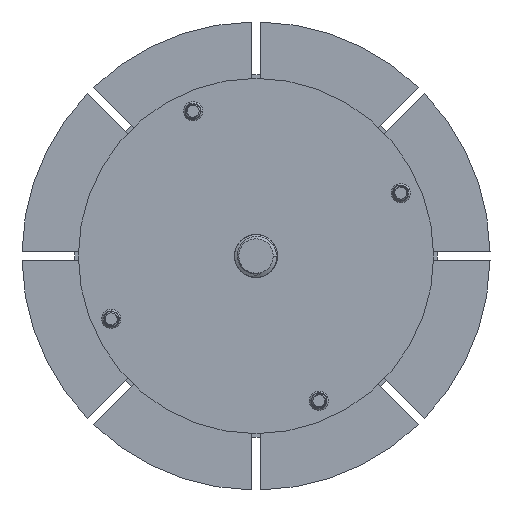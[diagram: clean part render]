
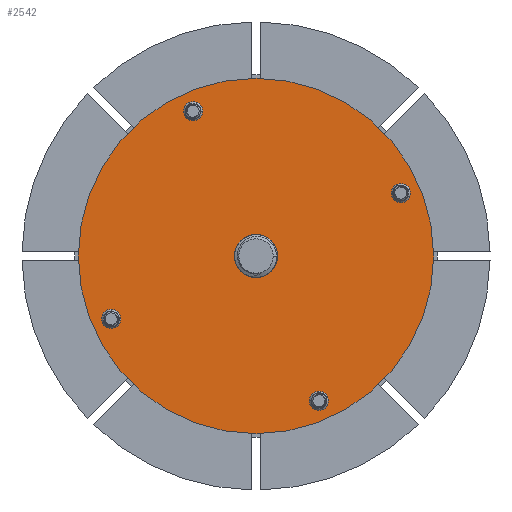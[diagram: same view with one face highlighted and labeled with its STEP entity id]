
A CAD part, front view. The second image highlights one B-rep face of the part: STEP entity #2542.
In plain terms, the highlighted planar face has unit normal (0, -1, 0).
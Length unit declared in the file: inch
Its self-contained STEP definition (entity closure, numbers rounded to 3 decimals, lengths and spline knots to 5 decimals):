
#5 = FACE_BOUND ( 'NONE', #25918, .T. ) ;
#333 = AXIS2_PLACEMENT_3D ( 'NONE', #782, #36162, #36408 ) ;
#782 = CARTESIAN_POINT ( 'NONE',  ( 0., 0., 0. ) ) ;
#904 = DIRECTION ( 'NONE',  ( 0., 0., 1. ) ) ;
#1423 = CARTESIAN_POINT ( 'NONE',  ( 0., 0., 0. ) ) ;
#1690 = VERTEX_POINT ( 'NONE', #46357 ) ;
#1709 = EDGE_LOOP ( 'NONE', ( #25060, #15737 ) ) ;
#2542 = ADVANCED_FACE ( 'NONE', ( #18625, #43528, #7162, #11464, #5, #29715 ), #14804, .F. ) ;
#2696 = DIRECTION ( 'NONE',  ( 0., 0., 1. ) ) ;
#2881 = VERTEX_POINT ( 'NONE', #39902 ) ;
#2929 = DIRECTION ( 'NONE',  ( 0., 1., 0. ) ) ;
#3140 = CIRCLE ( 'NONE', #9230, 0.32 ) ;
#3717 = CIRCLE ( 'NONE', #24204, 0.1405 ) ;
#7162 = FACE_BOUND ( 'NONE', #10989, .T. ) ;
#7277 = ORIENTED_EDGE ( 'NONE', *, *, #39474, .T. ) ;
#7400 = ORIENTED_EDGE ( 'NONE', *, *, #33143, .T. ) ;
#7633 = ORIENTED_EDGE ( 'NONE', *, *, #43731, .T. ) ;
#7638 = CARTESIAN_POINT ( 'NONE',  ( 0., 0., 2.6155 ) ) ;
#8323 = CARTESIAN_POINT ( 'NONE',  ( -0.92669, 0., 2.13125 ) ) ;
#8722 = AXIS2_PLACEMENT_3D ( 'NONE', #29092, #40726, #29552 ) ;
#9230 = AXIS2_PLACEMENT_3D ( 'NONE', #35250, #2929, #2696 ) ;
#10945 = AXIS2_PLACEMENT_3D ( 'NONE', #11713, #11954, #25947 ) ;
#10989 = EDGE_LOOP ( 'NONE', ( #43999, #31373 ) ) ;
#11101 = AXIS2_PLACEMENT_3D ( 'NONE', #33454, #14764, #15453 ) ;
#11349 = EDGE_CURVE ( 'NONE', #30909, #40112, #20203, .T. ) ;
#11464 = FACE_BOUND ( 'NONE', #11832, .T. ) ;
#11713 = CARTESIAN_POINT ( 'NONE',  ( -0.92669, 0., 2.13125 ) ) ;
#11832 = EDGE_LOOP ( 'NONE', ( #26008, #31541 ) ) ;
#11954 = DIRECTION ( 'NONE',  ( 0., 1., 0. ) ) ;
#12348 = VERTEX_POINT ( 'NONE', #33969 ) ;
#14706 = DIRECTION ( 'NONE',  ( 0., 0., 1. ) ) ;
#14764 = DIRECTION ( 'NONE',  ( 0., 1., 0. ) ) ;
#14804 = PLANE ( 'NONE',  #27183 ) ;
#15453 = DIRECTION ( 'NONE',  ( 0., 0., 1. ) ) ;
#15634 = CIRCLE ( 'NONE', #11101, 0.1405 ) ;
#15722 = DIRECTION ( 'NONE',  ( 0., 1., 0. ) ) ;
#15737 = ORIENTED_EDGE ( 'NONE', *, *, #29108, .F. ) ;
#16478 = VERTEX_POINT ( 'NONE', #23309 ) ;
#17117 = VERTEX_POINT ( 'NONE', #7638 ) ;
#17163 = EDGE_CURVE ( 'NONE', #28849, #17117, #44740, .T. ) ;
#17176 = AXIS2_PLACEMENT_3D ( 'NONE', #8323, #33464, #41320 ) ;
#17593 = VERTEX_POINT ( 'NONE', #30563 ) ;
#17707 = EDGE_LOOP ( 'NONE', ( #7633, #7400 ) ) ;
#17950 = AXIS2_PLACEMENT_3D ( 'NONE', #19063, #44896, #904 ) ;
#18625 = FACE_BOUND ( 'NONE', #34207, .T. ) ;
#18697 = CARTESIAN_POINT ( 'NONE',  ( 0., 0., 0.32 ) ) ;
#19063 = CARTESIAN_POINT ( 'NONE',  ( -2.13125, 0., -0.92669 ) ) ;
#19539 = CARTESIAN_POINT ( 'NONE',  ( 2.13125, 0., 1.06719 ) ) ;
#20153 = CARTESIAN_POINT ( 'NONE',  ( 0., 0., 0. ) ) ;
#20203 = CIRCLE ( 'NONE', #17950, 0.1405 ) ;
#20936 = CARTESIAN_POINT ( 'NONE',  ( 2.13125, 0., 0.92669 ) ) ;
#20978 = EDGE_CURVE ( 'NONE', #25436, #28070, #30552, .T. ) ;
#21487 = DIRECTION ( 'NONE',  ( 0., 1., 0. ) ) ;
#23309 = CARTESIAN_POINT ( 'NONE',  ( -0.92669, 0., 2.27175 ) ) ;
#24204 = AXIS2_PLACEMENT_3D ( 'NONE', #27675, #38617, #38854 ) ;
#24252 = AXIS2_PLACEMENT_3D ( 'NONE', #1423, #15722, #29712 ) ;
#24345 = AXIS2_PLACEMENT_3D ( 'NONE', #28206, #25362, #14706 ) ;
#25060 = ORIENTED_EDGE ( 'NONE', *, *, #17163, .F. ) ;
#25362 = DIRECTION ( 'NONE',  ( 0., 1., 0. ) ) ;
#25436 = VERTEX_POINT ( 'NONE', #43892 ) ;
#25918 = EDGE_LOOP ( 'NONE', ( #37533, #36529 ) ) ;
#25947 = DIRECTION ( 'NONE',  ( 0., 0., 1. ) ) ;
#26008 = ORIENTED_EDGE ( 'NONE', *, *, #11349, .T. ) ;
#26900 = CIRCLE ( 'NONE', #333, 2.6155 ) ;
#27045 = CARTESIAN_POINT ( 'NONE',  ( -2.13125, 0., -0.78619 ) ) ;
#27183 = AXIS2_PLACEMENT_3D ( 'NONE', #35924, #21487, #36637 ) ;
#27454 = CARTESIAN_POINT ( 'NONE',  ( 0., 0., -2.6155 ) ) ;
#27675 = CARTESIAN_POINT ( 'NONE',  ( 0.92669, 0., -2.13125 ) ) ;
#28070 = VERTEX_POINT ( 'NONE', #18697 ) ;
#28206 = CARTESIAN_POINT ( 'NONE',  ( 2.13125, 0., 0.92669 ) ) ;
#28513 = EDGE_CURVE ( 'NONE', #16478, #17593, #38249, .T. ) ;
#28849 = VERTEX_POINT ( 'NONE', #27454 ) ;
#29092 = CARTESIAN_POINT ( 'NONE',  ( -2.13125, 0., -0.92669 ) ) ;
#29108 = EDGE_CURVE ( 'NONE', #17117, #28849, #26900, .T. ) ;
#29387 = EDGE_CURVE ( 'NONE', #40112, #30909, #32235, .T. ) ;
#29552 = DIRECTION ( 'NONE',  ( 0., 0., 1. ) ) ;
#29712 = DIRECTION ( 'NONE',  ( 0., 0., 1. ) ) ;
#29715 = FACE_OUTER_BOUND ( 'NONE', #1709, .T. ) ;
#30552 = CIRCLE ( 'NONE', #32833, 0.32 ) ;
#30563 = CARTESIAN_POINT ( 'NONE',  ( -0.92669, 0., 1.99075 ) ) ;
#30768 = DIRECTION ( 'NONE',  ( 0., 1., 0. ) ) ;
#30882 = EDGE_CURVE ( 'NONE', #17593, #16478, #33889, .T. ) ;
#30909 = VERTEX_POINT ( 'NONE', #27045 ) ;
#31373 = ORIENTED_EDGE ( 'NONE', *, *, #42952, .T. ) ;
#31541 = ORIENTED_EDGE ( 'NONE', *, *, #29387, .T. ) ;
#32235 = CIRCLE ( 'NONE', #8722, 0.1405 ) ;
#32663 = ORIENTED_EDGE ( 'NONE', *, *, #20978, .T. ) ;
#32833 = AXIS2_PLACEMENT_3D ( 'NONE', #20153, #30768, #34594 ) ;
#33143 = EDGE_CURVE ( 'NONE', #2881, #12348, #3717, .T. ) ;
#33438 = CIRCLE ( 'NONE', #24345, 0.1405 ) ;
#33454 = CARTESIAN_POINT ( 'NONE',  ( 0.92669, 0., -2.13125 ) ) ;
#33464 = DIRECTION ( 'NONE',  ( 0., 1., 0. ) ) ;
#33889 = CIRCLE ( 'NONE', #17176, 0.1405 ) ;
#33969 = CARTESIAN_POINT ( 'NONE',  ( 0.92669, 0., -1.99075 ) ) ;
#34207 = EDGE_LOOP ( 'NONE', ( #7277, #32663 ) ) ;
#34594 = DIRECTION ( 'NONE',  ( 0., 0., 1. ) ) ;
#35250 = CARTESIAN_POINT ( 'NONE',  ( 0., 0., 0. ) ) ;
#35924 = CARTESIAN_POINT ( 'NONE',  ( 0., 0., 0. ) ) ;
#36162 = DIRECTION ( 'NONE',  ( 0., 1., 0. ) ) ;
#36408 = DIRECTION ( 'NONE',  ( 0., 0., 1. ) ) ;
#36529 = ORIENTED_EDGE ( 'NONE', *, *, #30882, .T. ) ;
#36637 = DIRECTION ( 'NONE',  ( 0., 0., 1. ) ) ;
#37533 = ORIENTED_EDGE ( 'NONE', *, *, #28513, .T. ) ;
#37605 = EDGE_CURVE ( 'NONE', #39983, #1690, #33438, .T. ) ;
#38249 = CIRCLE ( 'NONE', #10945, 0.1405 ) ;
#38481 = CARTESIAN_POINT ( 'NONE',  ( -2.13125, 0., -1.06719 ) ) ;
#38617 = DIRECTION ( 'NONE',  ( 0., 1., 0. ) ) ;
#38854 = DIRECTION ( 'NONE',  ( 0., 0., 1. ) ) ;
#38934 = DIRECTION ( 'NONE',  ( 0., 1., 0. ) ) ;
#39474 = EDGE_CURVE ( 'NONE', #28070, #25436, #3140, .T. ) ;
#39902 = CARTESIAN_POINT ( 'NONE',  ( 0.92669, 0., -2.27175 ) ) ;
#39983 = VERTEX_POINT ( 'NONE', #19539 ) ;
#40112 = VERTEX_POINT ( 'NONE', #38481 ) ;
#40726 = DIRECTION ( 'NONE',  ( 0., 1., 0. ) ) ;
#41320 = DIRECTION ( 'NONE',  ( 0., 0., 1. ) ) ;
#42739 = DIRECTION ( 'NONE',  ( 0., 0., 1. ) ) ;
#42952 = EDGE_CURVE ( 'NONE', #1690, #39983, #45114, .T. ) ;
#43528 = FACE_BOUND ( 'NONE', #17707, .T. ) ;
#43731 = EDGE_CURVE ( 'NONE', #12348, #2881, #15634, .T. ) ;
#43892 = CARTESIAN_POINT ( 'NONE',  ( 0., 0., -0.32 ) ) ;
#43999 = ORIENTED_EDGE ( 'NONE', *, *, #37605, .T. ) ;
#44740 = CIRCLE ( 'NONE', #24252, 2.6155 ) ;
#44896 = DIRECTION ( 'NONE',  ( 0., 1., 0. ) ) ;
#45114 = CIRCLE ( 'NONE', #45896, 0.1405 ) ;
#45896 = AXIS2_PLACEMENT_3D ( 'NONE', #20936, #38934, #42739 ) ;
#46357 = CARTESIAN_POINT ( 'NONE',  ( 2.13125, 0., 0.78619 ) ) ;
